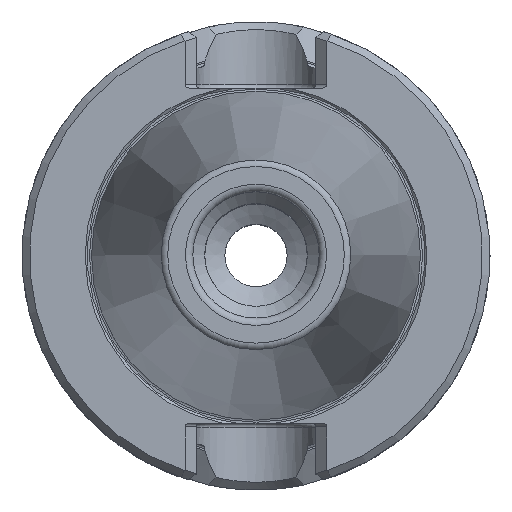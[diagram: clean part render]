
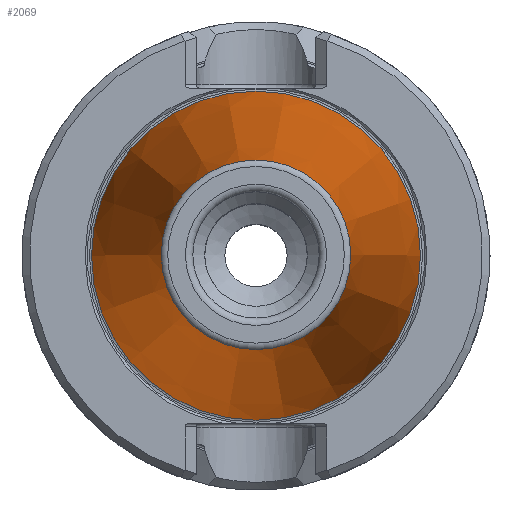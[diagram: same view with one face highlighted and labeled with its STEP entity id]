
A CAD part, top view. The second image highlights one B-rep face of the part: STEP entity #2069.
In plain terms, the highlighted conical face has half-angle 8.297 degrees and reference radius 12.396 mm.
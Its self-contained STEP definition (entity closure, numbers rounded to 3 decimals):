
#249=CONICAL_SURFACE('',#2204,12.396,0.145);
#322=ORIENTED_EDGE('',*,*,#679,.T.);
#323=ORIENTED_EDGE('',*,*,#678,.F.);
#678=EDGE_CURVE('',#870,#870,#1008,.F.);
#679=EDGE_CURVE('',#871,#871,#1009,.F.);
#870=VERTEX_POINT('',#2812);
#871=VERTEX_POINT('',#2815);
#1008=CIRCLE('',#2203,12.763);
#1009=CIRCLE('',#2205,22.149);
#1110=EDGE_LOOP('',(#322));
#1111=EDGE_LOOP('',(#323));
#1250=FACE_BOUND('',#1110,.T.);
#1251=FACE_BOUND('',#1111,.T.);
#2069=ADVANCED_FACE('',(#1250,#1251),#249,.T.);
#2203=AXIS2_PLACEMENT_3D('',#2811,#2440,#2441);
#2204=AXIS2_PLACEMENT_3D('',#2813,#2442,#2443);
#2205=AXIS2_PLACEMENT_3D('',#2814,#2444,#2445);
#2440=DIRECTION('',(0.,0.,-1.));
#2441=DIRECTION('',(-1.,0.,0.));
#2442=DIRECTION('',(0.,0.,-1.));
#2443=DIRECTION('',(-1.,0.,0.));
#2444=DIRECTION('',(0.,0.,-1.));
#2445=DIRECTION('',(-1.,0.,0.));
#2811=CARTESIAN_POINT('',(0.,0.,64.886));
#2812=CARTESIAN_POINT('',(-12.763,0.,64.886));
#2813=CARTESIAN_POINT('',(0.,0.,67.4));
#2814=CARTESIAN_POINT('',(0.,0.,0.524));
#2815=CARTESIAN_POINT('',(-22.149,0.,0.524));
